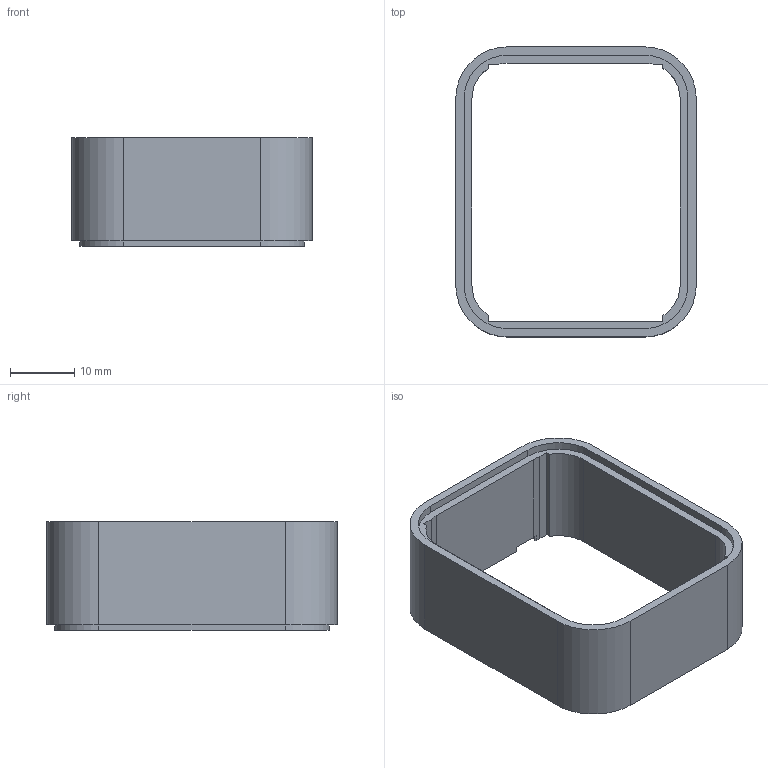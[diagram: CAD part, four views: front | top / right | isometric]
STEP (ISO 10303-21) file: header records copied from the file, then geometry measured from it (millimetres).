
FILE_DESCRIPTION(/* description */ (''),/* implementation_level */ '2;1');
FILE_NAME(/* name */ '',/* time_stamp */ '2025-05-02T14:10:11+08:00',/* author */ (''),/* organization */ (''),/* preprocessor_version */ 'ST-DEVELOPER v20.1',/* originating_system */ 'Autodesk Translation Framework v14.4.0.0',/* authorisation */ '');
FILE_SCHEMA (('AUTOMOTIVE_DESIGN { 1 0 10303 214 3 1 1 }'));
Length unit declared in the file: millimetre
Products named in the file (1): 配置 1
Bounding box: 37.3 x 45 x 16.8 mm (x, y, z)
Volume: 5559.3 mm3; surface area: 5546.8 mm2
Topology: 1 solids, 1 shells, 47 faces, 132 edges, 88 vertices
Faces by surface type: plane 29, cylinder 18
Entity records: 1560 total; most frequent: CARTESIAN_POINT 268, DIRECTION 265, ORIENTED_EDGE 264, EDGE_CURVE 132, LINE 95, VECTOR 95, VERTEX_POINT 88, AXIS2_PLACEMENT_3D 85
